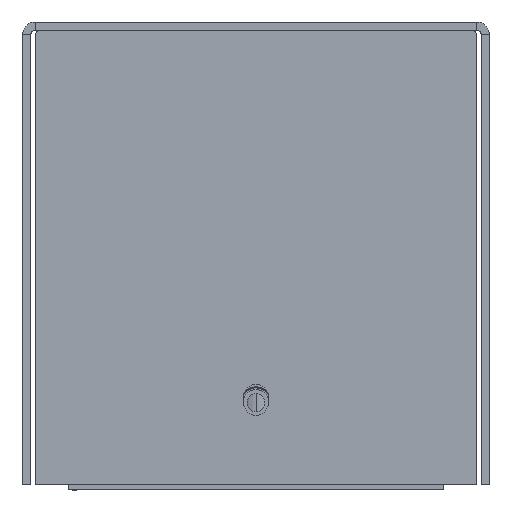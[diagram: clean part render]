
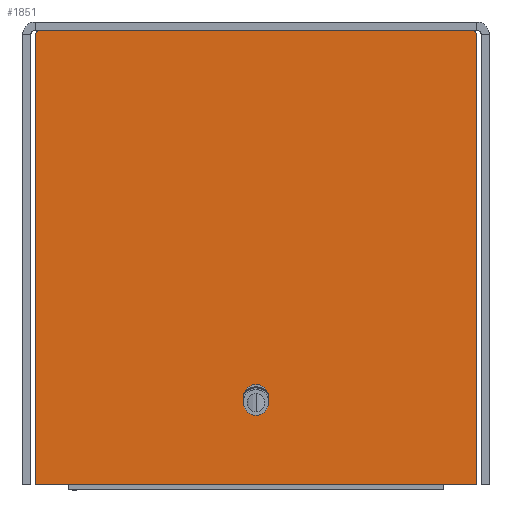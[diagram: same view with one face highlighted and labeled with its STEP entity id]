
A CAD part, front view. The second image highlights one B-rep face of the part: STEP entity #1851.
In plain terms, the highlighted planar face has unit normal (0, -1, 0).
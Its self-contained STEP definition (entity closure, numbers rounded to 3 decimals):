
#195 = VECTOR ( 'NONE', #11677, 1000. ) ;
#1851 = ADVANCED_FACE ( 'NONE', ( #4494, #15227 ), #17371, .F. ) ;
#2083 = EDGE_CURVE ( 'NONE', #31392, #2322, #14649, .T. ) ;
#2086 = CARTESIAN_POINT ( 'NONE',  ( -2.325, 0., -67.4 ) ) ;
#2188 = CARTESIAN_POINT ( 'NONE',  ( 40.5, 0., -83.5 ) ) ;
#2322 = VERTEX_POINT ( 'NONE', #22738 ) ;
#2378 = ORIENTED_EDGE ( 'NONE', *, *, #33392, .T. ) ;
#3001 = EDGE_CURVE ( 'NONE', #30702, #31392, #33656, .T. ) ;
#3115 = ORIENTED_EDGE ( 'NONE', *, *, #29093, .F. ) ;
#3414 = LINE ( 'NONE', #10792, #22418 ) ;
#3467 = VERTEX_POINT ( 'NONE', #33760 ) ;
#4299 = CARTESIAN_POINT ( 'NONE',  ( 40.5, 0., -83.5 ) ) ;
#4494 = FACE_BOUND ( 'NONE', #8493, .T. ) ;
#4530 = DIRECTION ( 'NONE',  ( 0., 0., 1. ) ) ;
#5123 = EDGE_CURVE ( 'NONE', #2322, #26110, #15799, .T. ) ;
#5196 = ORIENTED_EDGE ( 'NONE', *, *, #31172, .T. ) ;
#5495 = DIRECTION ( 'NONE',  ( 1., 0., 0. ) ) ;
#6583 = AXIS2_PLACEMENT_3D ( 'NONE', #30684, #9772, #28031 ) ;
#7253 = CARTESIAN_POINT ( 'NONE',  ( -40.5, 0., -83.5 ) ) ;
#7544 = ORIENTED_EDGE ( 'NONE', *, *, #5123, .F. ) ;
#7814 = CARTESIAN_POINT ( 'NONE',  ( 0., 0., -67.4 ) ) ;
#8153 = DIRECTION ( 'NONE',  ( -1., 0., 0. ) ) ;
#8381 = CIRCLE ( 'NONE', #12887, 2.325 ) ;
#8493 = EDGE_LOOP ( 'NONE', ( #27740, #3115, #21124, #20760, #7544, #19864 ) ) ;
#8938 = VERTEX_POINT ( 'NONE', #13045 ) ;
#9772 = DIRECTION ( 'NONE',  ( 0., -1., 0. ) ) ;
#9851 = VERTEX_POINT ( 'NONE', #17149 ) ;
#10329 = CARTESIAN_POINT ( 'NONE',  ( -39.7, 0., -0.8 ) ) ;
#10753 = CARTESIAN_POINT ( 'NONE',  ( 40.5, 0., -0.8 ) ) ;
#10792 = CARTESIAN_POINT ( 'NONE',  ( -40.5, 0., 0. ) ) ;
#10990 = DIRECTION ( 'NONE',  ( 0., -1., 0. ) ) ;
#11285 = EDGE_CURVE ( 'NONE', #25828, #25279, #26246, .T. ) ;
#11373 = VECTOR ( 'NONE', #18460, 1000. ) ;
#11417 = CIRCLE ( 'NONE', #15891, 0.8 ) ;
#11674 = DIRECTION ( 'NONE',  ( 0., -1., 0. ) ) ;
#11677 = DIRECTION ( 'NONE',  ( 0., 0., -1. ) ) ;
#12298 = ORIENTED_EDGE ( 'NONE', *, *, #28285, .F. ) ;
#12887 = AXIS2_PLACEMENT_3D ( 'NONE', #14827, #11674, #20442 ) ;
#12948 = CARTESIAN_POINT ( 'NONE',  ( 0., 0., -65.075 ) ) ;
#13045 = CARTESIAN_POINT ( 'NONE',  ( -39.7, 0., 0. ) ) ;
#13220 = VECTOR ( 'NONE', #8153, 1000. ) ;
#13465 = ORIENTED_EDGE ( 'NONE', *, *, #11285, .F. ) ;
#13482 = CARTESIAN_POINT ( 'NONE',  ( -40.5, 0., -83.5 ) ) ;
#13683 = CARTESIAN_POINT ( 'NONE',  ( 39.7, 0., -0.8 ) ) ;
#13979 = EDGE_CURVE ( 'NONE', #14349, #25828, #19591, .T. ) ;
#14349 = VERTEX_POINT ( 'NONE', #10753 ) ;
#14599 = VECTOR ( 'NONE', #24165, 1000. ) ;
#14649 = CIRCLE ( 'NONE', #16317, 2.325 ) ;
#14827 = CARTESIAN_POINT ( 'NONE',  ( 0., 0., -68.4 ) ) ;
#15227 = FACE_OUTER_BOUND ( 'NONE', #19131, .T. ) ;
#15799 = LINE ( 'NONE', #2086, #11373 ) ;
#15891 = AXIS2_PLACEMENT_3D ( 'NONE', #10329, #26118, #4530 ) ;
#16317 = AXIS2_PLACEMENT_3D ( 'NONE', #27656, #19782, #33118 ) ;
#17149 = CARTESIAN_POINT ( 'NONE',  ( 0., 0., -70.725 ) ) ;
#17285 = CIRCLE ( 'NONE', #6583, 2.325 ) ;
#17319 = CARTESIAN_POINT ( 'NONE',  ( 40.5, 0., -83.5 ) ) ;
#17371 = PLANE ( 'NONE',  #17973 ) ;
#17973 = AXIS2_PLACEMENT_3D ( 'NONE', #33831, #20675, #34173 ) ;
#18460 = DIRECTION ( 'NONE',  ( 0., 0., -1. ) ) ;
#18759 = CARTESIAN_POINT ( 'NONE',  ( 2.325, 0., -67.4 ) ) ;
#19101 = LINE ( 'NONE', #13482, #27053 ) ;
#19131 = EDGE_LOOP ( 'NONE', ( #29874, #5196, #12298, #2378, #28845, #13465 ) ) ;
#19591 = LINE ( 'NONE', #17319, #195 ) ;
#19782 = DIRECTION ( 'NONE',  ( 0., -1., 0. ) ) ;
#19864 = ORIENTED_EDGE ( 'NONE', *, *, #2083, .F. ) ;
#20163 = DIRECTION ( 'NONE',  ( 0., -1., 0. ) ) ;
#20442 = DIRECTION ( 'NONE',  ( 0., 0., -1. ) ) ;
#20675 = DIRECTION ( 'NONE',  ( 0., 1., 0. ) ) ;
#20760 = ORIENTED_EDGE ( 'NONE', *, *, #28403, .F. ) ;
#21124 = ORIENTED_EDGE ( 'NONE', *, *, #23737, .F. ) ;
#21386 = VERTEX_POINT ( 'NONE', #33295 ) ;
#21704 = DIRECTION ( 'NONE',  ( 0., 0., 1. ) ) ;
#21900 = LINE ( 'NONE', #18759, #14599 ) ;
#22154 = CARTESIAN_POINT ( 'NONE',  ( 2.325, 0., -67.4 ) ) ;
#22418 = VECTOR ( 'NONE', #5495, 1000. ) ;
#22476 = CIRCLE ( 'NONE', #26927, 0.8 ) ;
#22738 = CARTESIAN_POINT ( 'NONE',  ( -2.325, 0., -67.4 ) ) ;
#22780 = DIRECTION ( 'NONE',  ( 0., 0., 1. ) ) ;
#23737 = EDGE_CURVE ( 'NONE', #9851, #3467, #17285, .T. ) ;
#24165 = DIRECTION ( 'NONE',  ( 0., 0., 1. ) ) ;
#24343 = DIRECTION ( 'NONE',  ( 0., 0., 1. ) ) ;
#25279 = VERTEX_POINT ( 'NONE', #7253 ) ;
#25828 = VERTEX_POINT ( 'NONE', #4299 ) ;
#26110 = VERTEX_POINT ( 'NONE', #27272 ) ;
#26118 = DIRECTION ( 'NONE',  ( 0., -1., 0. ) ) ;
#26246 = LINE ( 'NONE', #2188, #13220 ) ;
#26927 = AXIS2_PLACEMENT_3D ( 'NONE', #13683, #20163, #22780 ) ;
#27053 = VECTOR ( 'NONE', #24343, 1000. ) ;
#27272 = CARTESIAN_POINT ( 'NONE',  ( -2.325, 0., -68.4 ) ) ;
#27656 = CARTESIAN_POINT ( 'NONE',  ( 0., 0., -67.4 ) ) ;
#27740 = ORIENTED_EDGE ( 'NONE', *, *, #3001, .F. ) ;
#28031 = DIRECTION ( 'NONE',  ( 0., 0., -1. ) ) ;
#28032 = AXIS2_PLACEMENT_3D ( 'NONE', #7814, #10990, #21704 ) ;
#28285 = EDGE_CURVE ( 'NONE', #8938, #31383, #3414, .T. ) ;
#28403 = EDGE_CURVE ( 'NONE', #26110, #9851, #8381, .T. ) ;
#28845 = ORIENTED_EDGE ( 'NONE', *, *, #32556, .F. ) ;
#29093 = EDGE_CURVE ( 'NONE', #3467, #30702, #21900, .T. ) ;
#29874 = ORIENTED_EDGE ( 'NONE', *, *, #13979, .F. ) ;
#30684 = CARTESIAN_POINT ( 'NONE',  ( 0., 0., -68.4 ) ) ;
#30702 = VERTEX_POINT ( 'NONE', #22154 ) ;
#31172 = EDGE_CURVE ( 'NONE', #14349, #31383, #22476, .T. ) ;
#31383 = VERTEX_POINT ( 'NONE', #34003 ) ;
#31392 = VERTEX_POINT ( 'NONE', #12948 ) ;
#32556 = EDGE_CURVE ( 'NONE', #25279, #21386, #19101, .T. ) ;
#33118 = DIRECTION ( 'NONE',  ( 0., 0., 1. ) ) ;
#33295 = CARTESIAN_POINT ( 'NONE',  ( -40.5, 0., -0.8 ) ) ;
#33392 = EDGE_CURVE ( 'NONE', #8938, #21386, #11417, .T. ) ;
#33656 = CIRCLE ( 'NONE', #28032, 2.325 ) ;
#33760 = CARTESIAN_POINT ( 'NONE',  ( 2.325, 0., -68.4 ) ) ;
#33831 = CARTESIAN_POINT ( 'NONE',  ( 0., 0., 0. ) ) ;
#34003 = CARTESIAN_POINT ( 'NONE',  ( 39.7, 0., 0. ) ) ;
#34173 = DIRECTION ( 'NONE',  ( 0., 0., 1. ) ) ;
